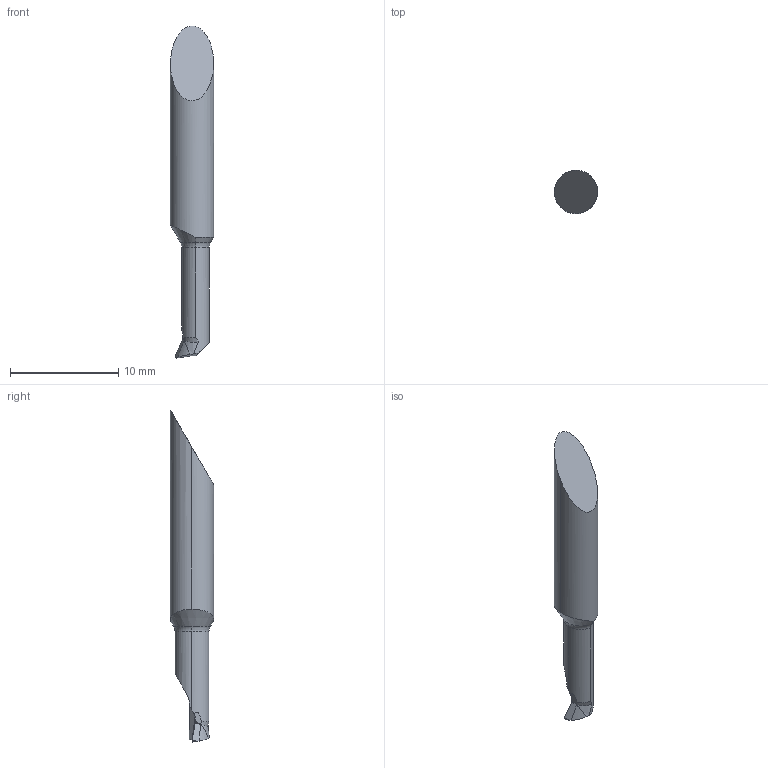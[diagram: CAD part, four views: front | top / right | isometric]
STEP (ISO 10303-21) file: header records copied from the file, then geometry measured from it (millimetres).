
FILE_DESCRIPTION(/* description */ (''),/* implementation_level */ '2;1');
FILE_NAME(/* name */ '1578034580681.stp',/* time_stamp */ '2020-01-03T12:26:36+06:00',/* author */ (''),/* organization */ ('SMS'),/* preprocessor_version */ 'ST-DEVELOPER v16.7',/* originating_system */ 'SIEMENS PLM Software NX 12.0',/* authorisation */ '');
FILE_SCHEMA (('AUTOMOTIVE_DESIGN { 1 0 10303 214 3 1 1 1 }'));
Length unit declared in the file: millimetre
Products named in the file (1): 202773875mod000_00
Bounding box: 4 x 4 x 30.71 mm (x, y, z)
Volume: 255.4 mm3; surface area: 324.7 mm2
Topology: 2 solids, 2 shells, 41 faces, 102 edges, 68 vertices
Faces by surface type: plane 13, bspline 12, cylinder 7, cone 5, torus 4
Entity records: 2053 total; most frequent: CARTESIAN_POINT 1163, ORIENTED_EDGE 202, DIRECTION 126, EDGE_CURVE 101, VERTEX_POINT 64, AXIS2_PLACEMENT_3D 45, ADVANCED_FACE 41, FACE_OUTER_BOUND 41
